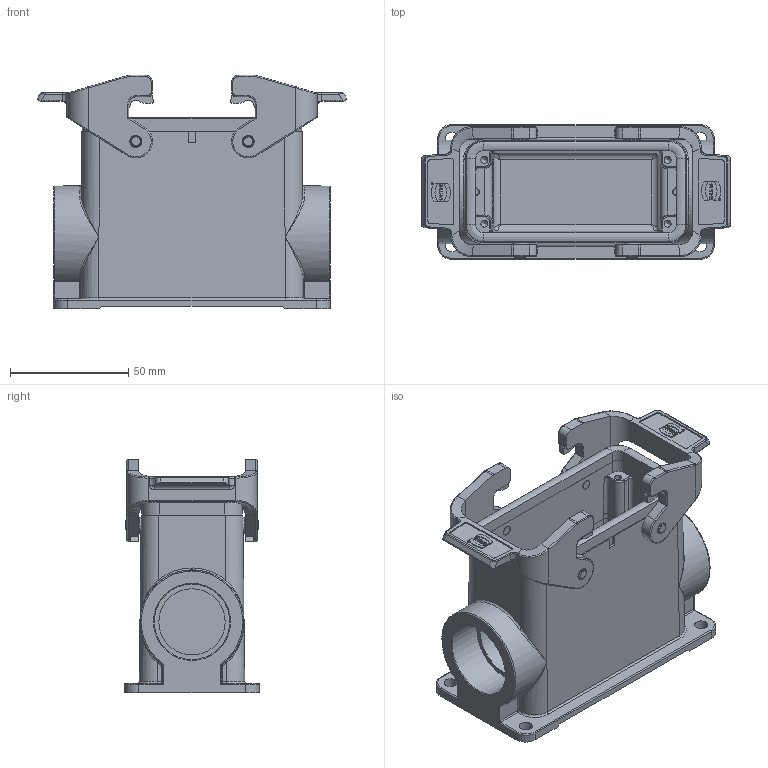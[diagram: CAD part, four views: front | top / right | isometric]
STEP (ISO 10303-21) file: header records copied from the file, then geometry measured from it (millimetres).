
FILE_DESCRIPTION(/* description */ (''),/* implementation_level */ '2;1');
FILE_NAME(/* name */ '100218673ugm000_d.stp',/* time_stamp */ '2017-11-06T08:53:41+01:00',/* author */ (''),/* organization */ (''),/* preprocessor_version */ 'ST-DEVELOPER v16',/* originating_system */ 'SIEMENS PLM Software NX 10.0',/* authorisation */ '');
FILE_SCHEMA (('AUTOMOTIVE_DESIGN { 1 0 10303 214 3 1 1 1 }'));
Length unit declared in the file: millimetre
Products named in the file (1): 100218673ugm000_d
Bounding box: 130.9 x 57 x 98.8 mm (x, y, z)
Volume: 161529 mm3; surface area: 71068.1 mm2
Topology: 3 solids, 3 shells, 897 faces, 2857 edges, 2555 vertices
Faces by surface type: plane 463, cylinder 272, bspline 113, torus 32, cone 17
Full cylindrical faces by diameter (mm): 0.76 x2, 0.84 x2, 3 x4, 4 x4, 4.8 x4, 5.1 x4, 5.6 x4, 7 x4, 27.6 x1, 28 x1, 30.6 x1, 32 x1
Entity records: 41855 total; most frequent: CARTESIAN_POINT 11298, ORIENTED_EDGE 4420, DIRECTION 4351, EDGE_CURVE 2210, LINE 1555, VECTOR 1555, PRESENTATION_STYLE_ASSIGNMENT 1458, VERTEX_POINT 1425
